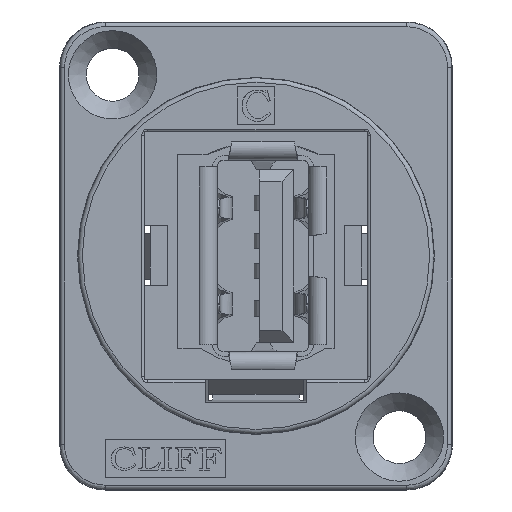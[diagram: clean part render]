
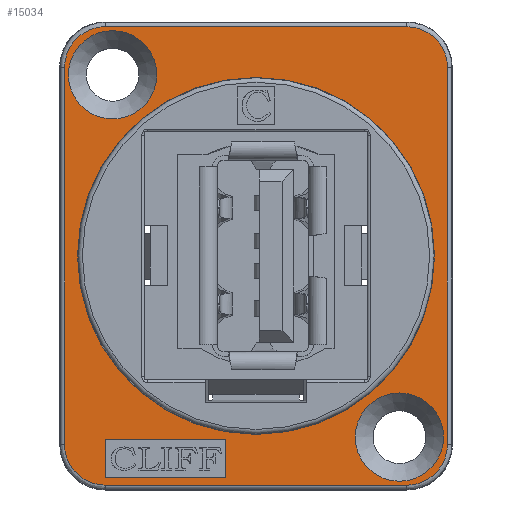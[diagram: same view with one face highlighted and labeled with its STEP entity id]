
A CAD part, top view. The second image highlights one B-rep face of the part: STEP entity #15034.
In plain terms, the highlighted planar face has unit normal (0, 0, 1).
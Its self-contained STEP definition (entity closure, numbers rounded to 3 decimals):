
#250=ELLIPSE('',#15942,2.7,2.7);
#251=ELLIPSE('',#15943,2.7,2.7);
#252=ELLIPSE('',#15944,2.7,2.7);
#253=ELLIPSE('',#15945,2.7,2.7);
#581=FACE_BOUND('',#2260,.T.);
#582=FACE_BOUND('',#2261,.T.);
#583=FACE_BOUND('',#2262,.T.);
#584=FACE_BOUND('',#2263,.T.);
#1449=FACE_OUTER_BOUND('',#2259,.T.);
#2259=EDGE_LOOP('',(#13206,#13207,#13208,#13209,#13210,#13211,#13212,#13213));
#2260=EDGE_LOOP('',(#13214,#13215,#13216,#13217));
#2261=EDGE_LOOP('',(#13218));
#2262=EDGE_LOOP('',(#13219));
#2263=EDGE_LOOP('',(#13220));
#2521=CIRCLE('',#15766,11.823);
#2549=CIRCLE('',#15946,2.925);
#2550=CIRCLE('',#15947,2.925);
#4037=LINE('',#38434,#5559);
#4041=LINE('',#38442,#5563);
#4044=LINE('',#38448,#5566);
#4047=LINE('',#38453,#5569);
#4066=LINE('',#38519,#5588);
#4067=LINE('',#38523,#5589);
#4068=LINE('',#38527,#5590);
#4069=LINE('',#38530,#5591);
#5559=VECTOR('',#19169,2.5);
#5563=VECTOR('',#19175,8.);
#5566=VECTOR('',#19180,2.5);
#5569=VECTOR('',#19185,8.);
#5588=VECTOR('',#19248,24.965);
#5589=VECTOR('',#19251,19.965);
#5590=VECTOR('',#19254,24.965);
#5591=VECTOR('',#19257,19.965);
#6644=VERTEX_POINT('',#36582);
#6934=VERTEX_POINT('',#38432);
#6935=VERTEX_POINT('',#38433);
#6938=VERTEX_POINT('',#38441);
#6940=VERTEX_POINT('',#38447);
#6951=VERTEX_POINT('',#38515);
#6952=VERTEX_POINT('',#38516);
#6953=VERTEX_POINT('',#38518);
#6954=VERTEX_POINT('',#38520);
#6955=VERTEX_POINT('',#38522);
#6956=VERTEX_POINT('',#38524);
#6957=VERTEX_POINT('',#38526);
#6958=VERTEX_POINT('',#38528);
#6959=VERTEX_POINT('',#38531);
#6960=VERTEX_POINT('',#38533);
#8565=EDGE_CURVE('',#6644,#6644,#2521,.T.);
#9021=EDGE_CURVE('',#6934,#6935,#4037,.T.);
#9025=EDGE_CURVE('',#6938,#6934,#4041,.T.);
#9028=EDGE_CURVE('',#6940,#6938,#4044,.T.);
#9031=EDGE_CURVE('',#6935,#6940,#4047,.T.);
#9057=EDGE_CURVE('',#6951,#6952,#250,.T.);
#9058=EDGE_CURVE('',#6953,#6951,#4066,.T.);
#9059=EDGE_CURVE('',#6954,#6953,#251,.T.);
#9060=EDGE_CURVE('',#6955,#6954,#4067,.T.);
#9061=EDGE_CURVE('',#6956,#6955,#252,.T.);
#9062=EDGE_CURVE('',#6957,#6956,#4068,.T.);
#9063=EDGE_CURVE('',#6958,#6957,#253,.T.);
#9064=EDGE_CURVE('',#6952,#6958,#4069,.T.);
#9065=EDGE_CURVE('',#6959,#6959,#2549,.T.);
#9066=EDGE_CURVE('',#6960,#6960,#2550,.T.);
#13206=ORIENTED_EDGE('',*,*,#9057,.F.);
#13207=ORIENTED_EDGE('',*,*,#9058,.F.);
#13208=ORIENTED_EDGE('',*,*,#9059,.F.);
#13209=ORIENTED_EDGE('',*,*,#9060,.F.);
#13210=ORIENTED_EDGE('',*,*,#9061,.F.);
#13211=ORIENTED_EDGE('',*,*,#9062,.F.);
#13212=ORIENTED_EDGE('',*,*,#9063,.F.);
#13213=ORIENTED_EDGE('',*,*,#9064,.F.);
#13214=ORIENTED_EDGE('',*,*,#9021,.T.);
#13215=ORIENTED_EDGE('',*,*,#9031,.T.);
#13216=ORIENTED_EDGE('',*,*,#9028,.T.);
#13217=ORIENTED_EDGE('',*,*,#9025,.T.);
#13218=ORIENTED_EDGE('',*,*,#8565,.T.);
#13219=ORIENTED_EDGE('',*,*,#9065,.T.);
#13220=ORIENTED_EDGE('',*,*,#9066,.T.);
#13792=PLANE('',#15941);
#15034=ADVANCED_FACE('',(#1449,#581,#582,#583,#584),#13792,.T.);
#15766=AXIS2_PLACEMENT_3D('',#36583,#18545,#18546);
#15941=AXIS2_PLACEMENT_3D('',#38514,#19244,#19245);
#15942=AXIS2_PLACEMENT_3D('',#38517,#19246,#19247);
#15943=AXIS2_PLACEMENT_3D('',#38521,#19249,#19250);
#15944=AXIS2_PLACEMENT_3D('',#38525,#19252,#19253);
#15945=AXIS2_PLACEMENT_3D('',#38529,#19255,#19256);
#15946=AXIS2_PLACEMENT_3D('',#38532,#19258,#19259);
#15947=AXIS2_PLACEMENT_3D('',#38534,#19260,#19261);
#18545=DIRECTION('center_axis',(0.,0.,
-1.));
#18546=DIRECTION('ref_axis',(-1.,0.,0.));
#19169=DIRECTION('',(0.,1.,0.));
#19175=DIRECTION('',(-1.,0.,0.));
#19180=DIRECTION('',(0.,-1.,0.));
#19185=DIRECTION('',(1.,0.,0.));
#19244=DIRECTION('center_axis',(0.,0.,
1.));
#19245=DIRECTION('ref_axis',(1.,0.,0.));
#19246=DIRECTION('center_axis',(0.,0.,
-1.));
#19247=DIRECTION('ref_axis',(-0.707,0.707,0.));
#19248=DIRECTION('',(0.,1.,0.));
#19249=DIRECTION('center_axis',(0.,0.,
-1.));
#19250=DIRECTION('ref_axis',(-0.707,-0.707,0.));
#19251=DIRECTION('',(-1.,0.,0.));
#19252=DIRECTION('center_axis',(0.,0.,
-1.));
#19253=DIRECTION('ref_axis',(0.707,-0.707,0.));
#19254=DIRECTION('',(0.,-1.,0.));
#19255=DIRECTION('center_axis',(0.,0.,
-1.));
#19256=DIRECTION('ref_axis',(0.707,0.707,0.));
#19257=DIRECTION('',(1.,0.,0.));
#19258=DIRECTION('center_axis',(0.,0.,
-1.));
#19259=DIRECTION('ref_axis',(1.,0.,0.));
#19260=DIRECTION('center_axis',(0.,0.,
-1.));
#19261=DIRECTION('ref_axis',(1.,0.,0.));
#36582=CARTESIAN_POINT('',(11.823,0.,0.));
#36583=CARTESIAN_POINT('Origin',(0.,0.,
0.));
#38432=CARTESIAN_POINT('',(-10.,-14.683,0.));
#38433=CARTESIAN_POINT('',(-10.,-12.183,0.));
#38434=CARTESIAN_POINT('',(-10.,-7.341,0.));
#38441=CARTESIAN_POINT('',(-2.,-14.683,0.));
#38442=CARTESIAN_POINT('',(-1.,-14.683,0.));
#38447=CARTESIAN_POINT('',(-2.,-12.183,0.));
#38448=CARTESIAN_POINT('',(-2.,-6.091,0.));
#38453=CARTESIAN_POINT('',(-5.,-12.183,0.));
#38514=CARTESIAN_POINT('Origin',(0.,0.,
0.));
#38515=CARTESIAN_POINT('',(-12.683,12.483,0.));
#38516=CARTESIAN_POINT('',(-9.983,15.183,0.));
#38517=CARTESIAN_POINT('Origin',(-9.982,12.482,0.));
#38518=CARTESIAN_POINT('',(-12.683,-12.483,0.));
#38519=CARTESIAN_POINT('',(-12.683,-7.75,0.));
#38520=CARTESIAN_POINT('',(-9.983,-15.183,0.));
#38521=CARTESIAN_POINT('Origin',(-9.982,-12.482,0.));
#38522=CARTESIAN_POINT('',(9.983,-15.183,0.));
#38523=CARTESIAN_POINT('',(6.5,-15.183,0.));
#38524=CARTESIAN_POINT('',(12.683,-12.483,0.));
#38525=CARTESIAN_POINT('Origin',(9.982,-12.482,0.));
#38526=CARTESIAN_POINT('',(12.683,12.483,0.));
#38527=CARTESIAN_POINT('',(12.683,7.75,0.));
#38528=CARTESIAN_POINT('',(9.983,15.183,0.));
#38529=CARTESIAN_POINT('Origin',(9.982,12.482,0.));
#38530=CARTESIAN_POINT('',(-6.5,15.183,0.));
#38531=CARTESIAN_POINT('',(12.425,-12.,0.));
#38532=CARTESIAN_POINT('Origin',(9.5,-12.,0.));
#38533=CARTESIAN_POINT('',(-6.575,12.,0.));
#38534=CARTESIAN_POINT('Origin',(-9.5,12.,0.));
